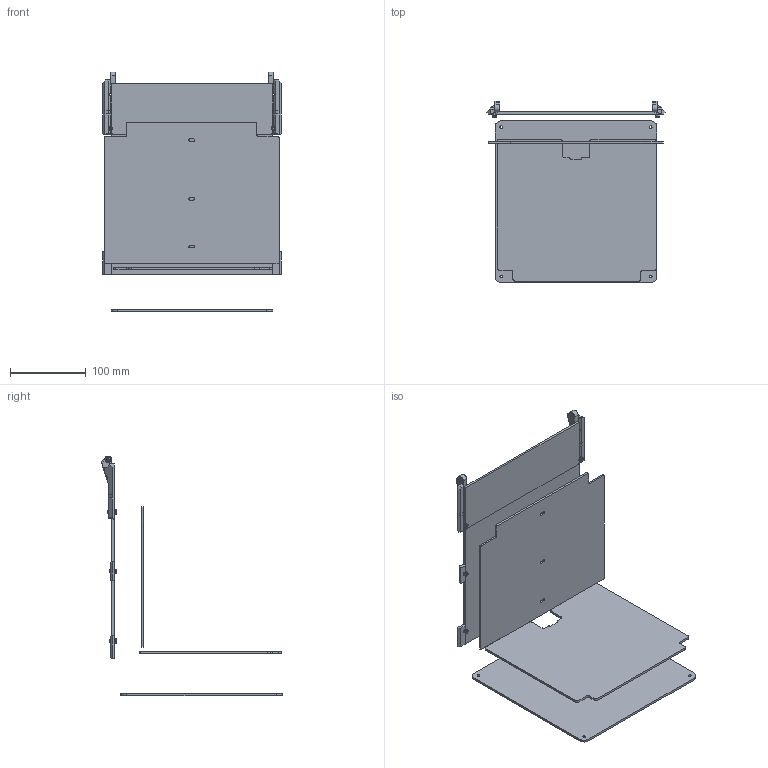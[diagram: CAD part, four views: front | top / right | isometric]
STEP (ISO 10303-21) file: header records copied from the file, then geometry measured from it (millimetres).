
FILE_DESCRIPTION(/* description */ ('','CAx-IF Rec.Pracs.---Representation and Presentation of Product Manufacturing Information (PMI)---4.0---2014-10-13'),/* implementation_level */ '2;1');
FILE_NAME(/* name */ 'YAT-Zero_Panels.step',/* time_stamp */ '2025-02-07T22:15:47-05:00',/* author */ (''),/* organization */ (''),/* preprocessor_version */ 'ST-DEVELOPER v20',/* originating_system */ 'Autodesk Translation Framework v13.20.0.188',/* authorisation */ '');
FILE_SCHEMA (('AP242_MANAGED_MODEL_BASED_3D_ENGINEERING_MIM_LF { 1 0 10303 442 1 1 4 }'));
Length unit declared in the file: millimetre
Products named in the file (23): YAT-Zero_Panels; Opaque Panels (1); Mid-Panel-YAT0 (6); Rear Panels; Upper Rear Panel; Lower Rear Panel; Printed Parts (24); Rear Panel Clips; Rear Left Bottom Clip; Rear Right Bottom Clip (1); Hinge B Bottom; Hinge A Bottom; Middle Panel Clip; Hardware (22); Screws (3) (1); M3x10 BHCS (1); M3x8 BHCS (1); Washers; M3 Washer; Nuts (1) (1); M3 Hexnut (1); Bottom Panel; Deck_Panel_x1
Assembly tree (29 placements, depth 6):
  YAT-Zero_Panels
    Opaque Panels (1)
      Mid-Panel-YAT0 (6)
      Rear Panels
        Upper Rear Panel
        Lower Rear Panel
        Printed Parts (24)
          Rear Panel Clips
            Rear Left Bottom Clip
            Rear Right Bottom Clip (1)
            Hinge B Bottom
            Hinge A Bottom
            Middle Panel Clip
        Hardware (22)
          Screws (3) (1)
            M3x10 BHCS (1)  x2
            M3x8 BHCS (1)  x3
          Washers
            M3 Washer
          Nuts (1) (1)
            M3 Hexnut (1)  x5
      Bottom Panel
      Deck_Panel_x1
Bounding box: 235 x 238.2 x 315.9 mm (x, y, z)
Volume: 534158.8 mm3; surface area: 380870 mm2
Topology: 21 solids, 21 shells, 553 faces, 1307 edges, 808 vertices
Faces by surface type: plane 335, cone 125, cylinder 84, sphere 5, bspline 4
Full cylindrical faces by diameter (mm): 2.9 x2, 3 x10, 3.2 x1, 3.4 x11, 5.7 x5, 6.2 x4, 7 x3
Entity records: 13159 total; most frequent: CARTESIAN_POINT 2811, DIRECTION 2063, ORIENTED_EDGE 2010, EDGE_CURVE 1005, LINE 733, VECTOR 733, AXIS2_PLACEMENT_3D 665, VERTEX_POINT 635
